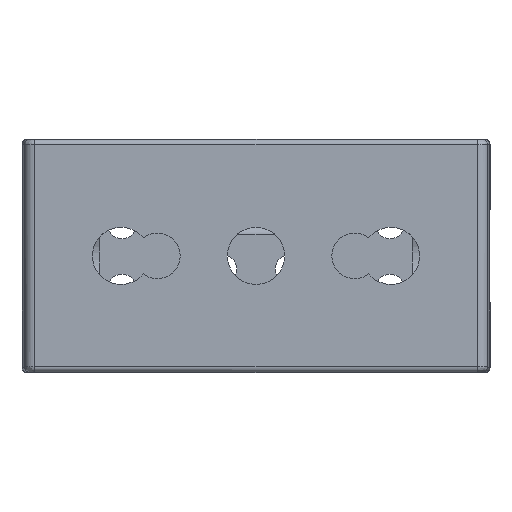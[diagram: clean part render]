
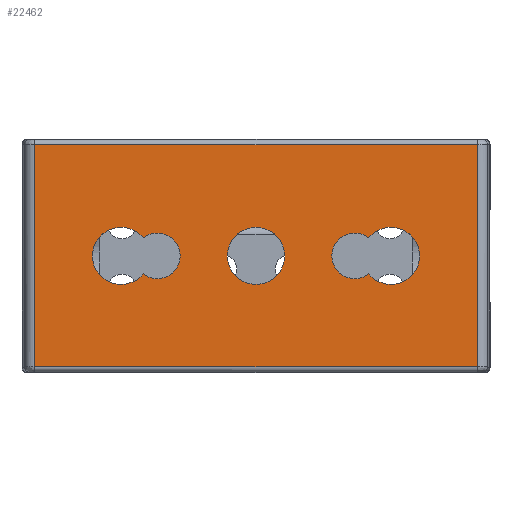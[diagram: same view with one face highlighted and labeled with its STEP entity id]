
A CAD part, top view. The second image highlights one B-rep face of the part: STEP entity #22462.
In plain terms, the highlighted planar face has unit normal (0, 0, 1).
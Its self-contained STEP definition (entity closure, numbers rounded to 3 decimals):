
#21747=AXIS2_PLACEMENT_3D('Circle Axis2P3D',#21745,#21746,$) ;
#21787=AXIS2_PLACEMENT_3D('Circle Axis2P3D',#21785,#21786,$) ;
#21811=AXIS2_PLACEMENT_3D('Circle Axis2P3D',#21809,#21810,$) ;
#21830=AXIS2_PLACEMENT_3D('Circle Axis2P3D',#21828,#21829,$) ;
#21868=AXIS2_PLACEMENT_3D('Circle Axis2P3D',#21866,#21867,$) ;
#21887=AXIS2_PLACEMENT_3D('Circle Axis2P3D',#21885,#21886,$) ;
#21918=AXIS2_PLACEMENT_3D('Circle Axis2P3D',#21916,#21917,$) ;
#21949=AXIS2_PLACEMENT_3D('Circle Axis2P3D',#21947,#21948,$) ;
#21982=AXIS2_PLACEMENT_3D('Circle Axis2P3D',#21980,#21981,$) ;
#22006=AXIS2_PLACEMENT_3D('Circle Axis2P3D',#22004,#22005,$) ;
#22433=AXIS2_PLACEMENT_3D('Plane Axis2P3D',#22430,#22431,#22432) ;
#21434=CARTESIAN_POINT('Vertex',(6.266,-10.686,6.5)) ;
#21464=CARTESIAN_POINT('Vertex',(-36.341,-10.686,6.5)) ;
#21467=CARTESIAN_POINT('Line Origine',(-14.183,-10.686,6.5)) ;
#21740=CARTESIAN_POINT('Vertex',(-25.899,-1.728,6.5)) ;
#21745=CARTESIAN_POINT('Axis2P3D Location',(-24.538,0.,6.5)) ;
#21749=CARTESIAN_POINT('Vertex',(-22.338,0.,6.5)) ;
#21775=CARTESIAN_POINT('Vertex',(-25.899,1.728,6.5)) ;
#21785=CARTESIAN_POINT('Axis2P3D Location',(-24.538,0.,6.5)) ;
#21809=CARTESIAN_POINT('Axis2P3D Location',(-28.038,0.,6.5)) ;
#21813=CARTESIAN_POINT('Vertex',(-30.788,0.,6.5)) ;
#21828=CARTESIAN_POINT('Axis2P3D Location',(-28.038,0.,6.5)) ;
#21863=CARTESIAN_POINT('Vertex',(-4.176,-1.728,6.5)) ;
#21866=CARTESIAN_POINT('Axis2P3D Location',(-2.038,0.,6.5)) ;
#21870=CARTESIAN_POINT('Vertex',(0.713,0.,6.5)) ;
#21885=CARTESIAN_POINT('Axis2P3D Location',(-2.038,0.,6.5)) ;
#21889=CARTESIAN_POINT('Vertex',(-4.176,1.728,6.5)) ;
#21916=CARTESIAN_POINT('Axis2P3D Location',(-5.538,0.,6.5)) ;
#21920=CARTESIAN_POINT('Vertex',(-7.738,0.,6.5)) ;
#21947=CARTESIAN_POINT('Axis2P3D Location',(-5.538,0.,6.5)) ;
#21977=CARTESIAN_POINT('Vertex',(-12.288,0.,6.5)) ;
#21980=CARTESIAN_POINT('Axis2P3D Location',(-15.038,0.,6.5)) ;
#21984=CARTESIAN_POINT('Vertex',(-17.788,0.,6.5)) ;
#22004=CARTESIAN_POINT('Axis2P3D Location',(-15.038,0.,6.5)) ;
#22383=CARTESIAN_POINT('Line Origine',(-36.341,0.,6.5)) ;
#22387=CARTESIAN_POINT('Vertex',(-36.341,10.686,6.5)) ;
#22415=CARTESIAN_POINT('Vertex',(6.266,10.686,6.5)) ;
#22418=CARTESIAN_POINT('Line Origine',(6.266,0.,6.5)) ;
#22430=CARTESIAN_POINT('Axis2P3D Location',(-15.038,0.,6.5)) ;
#22435=CARTESIAN_POINT('Line Origine',(-15.038,10.686,6.5)) ;
#21468=DIRECTION('Vector Direction',(-1.,0.,0.)) ;
#21746=DIRECTION('Axis2P3D Direction',(0.,0.,-1.)) ;
#21786=DIRECTION('Axis2P3D Direction',(0.,0.,-1.)) ;
#21810=DIRECTION('Axis2P3D Direction',(0.,0.,1.)) ;
#21829=DIRECTION('Axis2P3D Direction',(0.,0.,1.)) ;
#21867=DIRECTION('Axis2P3D Direction',(0.,0.,1.)) ;
#21886=DIRECTION('Axis2P3D Direction',(0.,0.,1.)) ;
#21917=DIRECTION('Axis2P3D Direction',(0.,0.,1.)) ;
#21948=DIRECTION('Axis2P3D Direction',(0.,0.,1.)) ;
#21981=DIRECTION('Axis2P3D Direction',(0.,0.,1.)) ;
#22005=DIRECTION('Axis2P3D Direction',(0.,0.,1.)) ;
#22384=DIRECTION('Vector Direction',(0.,1.,0.)) ;
#22419=DIRECTION('Vector Direction',(0.,1.,0.)) ;
#22431=DIRECTION('Axis2P3D Direction',(0.,0.,1.)) ;
#22432=DIRECTION('Axis2P3D XDirection',(1.,0.,0.)) ;
#22436=DIRECTION('Vector Direction',(1.,0.,0.)) ;
#21469=VECTOR('Line Direction',#21468,1.) ;
#22385=VECTOR('Line Direction',#22384,1.) ;
#22420=VECTOR('Line Direction',#22419,1.) ;
#22437=VECTOR('Line Direction',#22436,1.) ;
#22441=ORIENTED_EDGE('',*,*,#22422,.F.) ;
#22442=ORIENTED_EDGE('',*,*,#22439,.T.) ;
#22443=ORIENTED_EDGE('',*,*,#22389,.T.) ;
#22444=ORIENTED_EDGE('',*,*,#21471,.T.) ;
#22447=ORIENTED_EDGE('',*,*,#21832,.F.) ;
#22448=ORIENTED_EDGE('',*,*,#21815,.F.) ;
#22449=ORIENTED_EDGE('',*,*,#21789,.T.) ;
#22450=ORIENTED_EDGE('',*,*,#21751,.T.) ;
#22453=ORIENTED_EDGE('',*,*,#21951,.F.) ;
#22454=ORIENTED_EDGE('',*,*,#21922,.F.) ;
#22455=ORIENTED_EDGE('',*,*,#21891,.F.) ;
#22456=ORIENTED_EDGE('',*,*,#21872,.F.) ;
#22459=ORIENTED_EDGE('',*,*,#21986,.F.) ;
#22460=ORIENTED_EDGE('',*,*,#22008,.F.) ;
#22451=FACE_BOUND('',#22446,.T.) ;
#22457=FACE_BOUND('',#22452,.T.) ;
#22461=FACE_BOUND('',#22458,.T.) ;
#22462=ADVANCED_FACE('0043446.1\\Corps principal',(#22445,#22451,#22457,#22461),#22434,.T.) ;
#21748=CIRCLE('generated circle',#21747,2.2) ;
#21788=CIRCLE('generated circle',#21787,2.2) ;
#21812=CIRCLE('generated circle',#21811,2.75) ;
#21831=CIRCLE('generated circle',#21830,2.75) ;
#21869=CIRCLE('generated circle',#21868,2.75) ;
#21888=CIRCLE('generated circle',#21887,2.75) ;
#21919=CIRCLE('generated circle',#21918,2.2) ;
#21950=CIRCLE('generated circle',#21949,2.2) ;
#21983=CIRCLE('generated circle',#21982,2.75) ;
#22007=CIRCLE('generated circle',#22006,2.75) ;
#21471=EDGE_CURVE('',#21465,#21435,#21470,.F.) ;
#21751=EDGE_CURVE('',#21750,#21741,#21748,.T.) ;
#21789=EDGE_CURVE('',#21776,#21750,#21788,.T.) ;
#21815=EDGE_CURVE('',#21776,#21814,#21812,.T.) ;
#21832=EDGE_CURVE('',#21814,#21741,#21831,.T.) ;
#21872=EDGE_CURVE('',#21864,#21871,#21869,.T.) ;
#21891=EDGE_CURVE('',#21871,#21890,#21888,.T.) ;
#21922=EDGE_CURVE('',#21890,#21921,#21919,.T.) ;
#21951=EDGE_CURVE('',#21921,#21864,#21950,.T.) ;
#21986=EDGE_CURVE('',#21978,#21985,#21983,.T.) ;
#22008=EDGE_CURVE('',#21985,#21978,#22007,.T.) ;
#22389=EDGE_CURVE('',#22388,#21465,#22386,.F.) ;
#22422=EDGE_CURVE('',#22416,#21435,#22421,.F.) ;
#22439=EDGE_CURVE('',#22416,#22388,#22438,.F.) ;
#22440=EDGE_LOOP('',(#22441,#22442,#22443,#22444)) ;
#22446=EDGE_LOOP('',(#22447,#22448,#22449,#22450)) ;
#22452=EDGE_LOOP('',(#22453,#22454,#22455,#22456)) ;
#22458=EDGE_LOOP('',(#22459,#22460)) ;
#22445=FACE_OUTER_BOUND('',#22440,.T.) ;
#21470=LINE('Line',#21467,#21469) ;
#22386=LINE('Line',#22383,#22385) ;
#22421=LINE('Line',#22418,#22420) ;
#22438=LINE('Line',#22435,#22437) ;
#22434=PLANE('',#22433) ;
#21435=VERTEX_POINT('',#21434) ;
#21465=VERTEX_POINT('',#21464) ;
#21741=VERTEX_POINT('',#21740) ;
#21750=VERTEX_POINT('',#21749) ;
#21776=VERTEX_POINT('',#21775) ;
#21814=VERTEX_POINT('',#21813) ;
#21864=VERTEX_POINT('',#21863) ;
#21871=VERTEX_POINT('',#21870) ;
#21890=VERTEX_POINT('',#21889) ;
#21921=VERTEX_POINT('',#21920) ;
#21978=VERTEX_POINT('',#21977) ;
#21985=VERTEX_POINT('',#21984) ;
#22388=VERTEX_POINT('',#22387) ;
#22416=VERTEX_POINT('',#22415) ;
